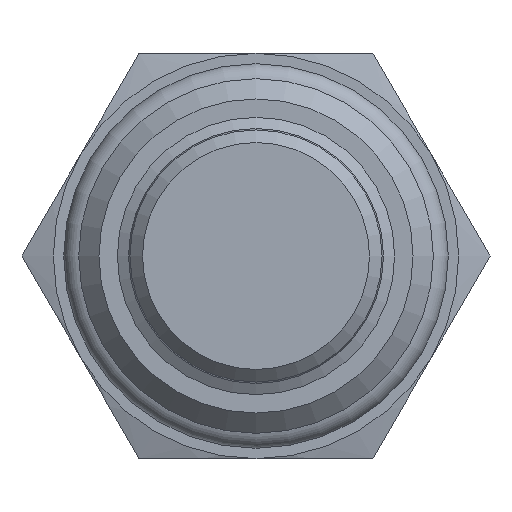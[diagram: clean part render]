
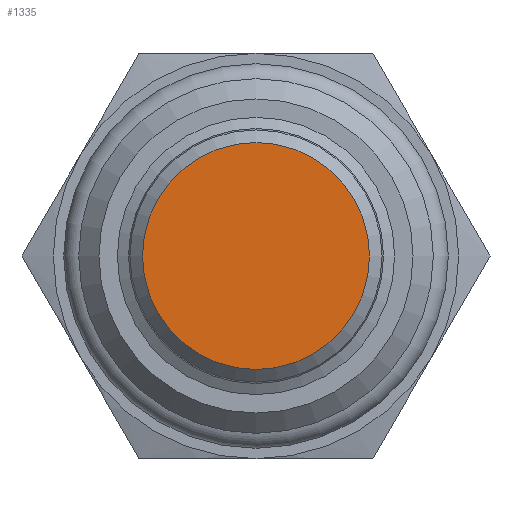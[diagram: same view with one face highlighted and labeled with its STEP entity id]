
A CAD part, front view. The second image highlights one B-rep face of the part: STEP entity #1335.
In plain terms, the highlighted planar face has unit normal (0, -1, 0).
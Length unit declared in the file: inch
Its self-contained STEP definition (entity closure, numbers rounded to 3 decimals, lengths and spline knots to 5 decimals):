
#1319=CARTESIAN_POINT('',(0.0,-3.1005,0.0));
#1320=DIRECTION('',(0.0,-1.0,0.0));
#1321=DIRECTION('',(0.0,0.0,1.0));
#1322=AXIS2_PLACEMENT_3D('',#1319,#1320,#1321);
#1323=PLANE('',#1322);
#1324=CARTESIAN_POINT('',(-0.28,-3.1005,0.));
#1325=VERTEX_POINT('',#1324);
#1326=CARTESIAN_POINT('',(0.0,-3.1005,0.0));
#1327=DIRECTION('',(0.0,1.0,0.0));
#1328=DIRECTION('',(1.0,0.0,0.0));
#1329=AXIS2_PLACEMENT_3D('',#1326,#1327,#1328);
#1330=CIRCLE('',#1329,0.28);
#1331=EDGE_CURVE('',#1325,#1325,#1330,.T.);
#1332=ORIENTED_EDGE('',*,*,#1331,.F.);
#1333=EDGE_LOOP('',(#1332));
#1334=FACE_OUTER_BOUND('',#1333,.T.);
#1335=ADVANCED_FACE('',(#1334),#1323,.T.);
